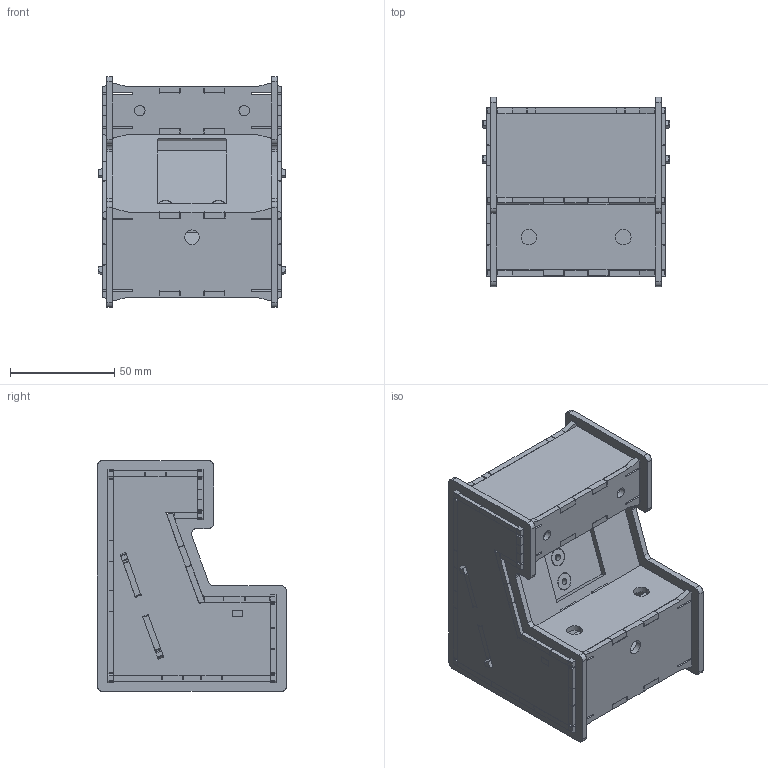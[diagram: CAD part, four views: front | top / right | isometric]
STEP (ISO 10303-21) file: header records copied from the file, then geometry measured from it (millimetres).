
FILE_DESCRIPTION (( 'STEP AP214' ), '1' );
FILE_NAME ('MINI ARCADE.STEP', '2024-11-08T05:58:07', ( '' ), ( '' ), 'SwSTEP 2.0', 'SolidWorks 2021', '' );
FILE_SCHEMA (( 'AUTOMOTIVE_DESIGN' ));
Length unit declared in the file: millimetre
Products named in the file (15): Save Bodies1[11]; Part41; Save Bodies1[10]; Save Bodies new2; MINI ARCADE; Save Bodies1[7]; Save Bodies1[4]; Save Bodies1[6]; Save Bodies1[13]; Save Bodies1[2]; Save Bodies1[3]; Save Bodies1[5]; Save Bodies1[9]; Save Bodies1[8]; Save Bodies1[12]
Assembly tree (14 placements, depth 2):
  MINI ARCADE
    Save Bodies1[4]
    Save Bodies1[10]
    Save Bodies1[12]
    Save Bodies1[9]
    Save Bodies1[6]
    Save Bodies1[5]
    Save Bodies1[8]
    Save Bodies1[7]
    Save Bodies1[2]
    Save Bodies1[13]
    Save Bodies1[11]
    Save Bodies1[3]
    Save Bodies new2
    Part41
Bounding box: 89.6 x 90.6 x 110.6 mm (x, y, z)
Volume: 138104.6 mm3; surface area: 117994.9 mm2
Topology: 14 solids, 14 shells, 1137 faces, 3151 edges, 2042 vertices
Faces by surface type: plane 702, cylinder 435
Entity records: 36977 total; most frequent: CARTESIAN_POINT 6419, DIRECTION 6313, ORIENTED_EDGE 6302, EDGE_CURVE 3151, LINE 2257, VECTOR 2257, VERTEX_POINT 2042, AXIS2_PLACEMENT_3D 2028
